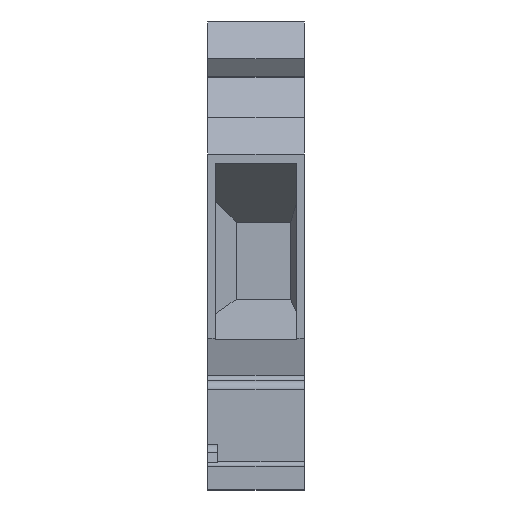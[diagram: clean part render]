
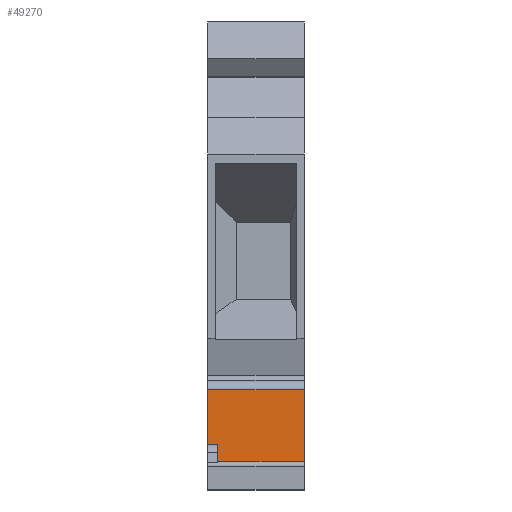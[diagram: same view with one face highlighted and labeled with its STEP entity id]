
A CAD part, front view. The second image highlights one B-rep face of the part: STEP entity #49270.
In plain terms, the highlighted face is planar.
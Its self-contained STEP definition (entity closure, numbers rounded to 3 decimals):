
#880=CARTESIAN_POINT('',(29.734,-4.042,12.15));
#890=VERTEX_POINT('',#880);
#920=CARTESIAN_POINT('',(29.734,0.,12.15));
#930=DIRECTION('',(0.,1.,0.));
#940=VECTOR('',#930,1.);
#950=LINE('',#920,#940);
#960=CARTESIAN_POINT('',(29.734,5.408,12.15));
#970=VERTEX_POINT('',#960);
#980=EDGE_CURVE('',#890,#970,#950,.T.);
#7620=CARTESIAN_POINT('',(29.734,5.408,2.));
#7630=DIRECTION('',(0.,0.,1.));
#7640=VECTOR('',#7630,1.);
#7650=LINE('',#7620,#7640);
#7660=CARTESIAN_POINT('',(29.734,5.408,2.));
#7670=VERTEX_POINT('',#7660);
#7680=EDGE_CURVE('',#7670,#970,#7650,.T.);
#8770=CARTESIAN_POINT('',(29.734,-0.283,2.));
#8780=DIRECTION('',(0.,0.,1.));
#8790=VECTOR('',#8780,1.);
#8800=LINE('',#8770,#8790);
#8810=CARTESIAN_POINT('',(29.734,-0.283,2.));
#8820=VERTEX_POINT('',#8810);
#8830=CARTESIAN_POINT('',(29.734,-0.283,3.05));
#8840=VERTEX_POINT('',#8830);
#8850=EDGE_CURVE('',#8820,#8840,#8800,.T.);
#20270=CARTESIAN_POINT('',(29.734,-4.042,3.05));
#20280=VERTEX_POINT('',#20270);
#20310=CARTESIAN_POINT('',(29.734,-4.042,12.15));
#20320=DIRECTION('',(0.,0.,-1.));
#20330=VECTOR('',#20320,1.);
#20340=LINE('',#20310,#20330);
#20350=EDGE_CURVE('',#890,#20280,#20340,.T.);
#48850=CARTESIAN_POINT('',(29.734,-0.727,3.05));
#48860=DIRECTION('',(0.,-1.,0.));
#48870=VECTOR('',#48860,1.);
#48880=LINE('',#48850,#48870);
#48890=EDGE_CURVE('',#8840,#20280,#48880,.T.);
#49090=CARTESIAN_POINT('',(29.734,-0.283,2.));
#49100=DIRECTION('',(-1.,0.,0.));
#49110=DIRECTION('',(0.,1.,0.));
#49120=AXIS2_PLACEMENT_3D('',#49090,#49100,#49110);
#49130=PLANE('',#49120);
#49140=ORIENTED_EDGE('',*,*,#7680,.F.);
#49150=ORIENTED_EDGE('',*,*,#980,.T.);
#49160=ORIENTED_EDGE('',*,*,#20350,.F.);
#49170=ORIENTED_EDGE('',*,*,#48890,.T.);
#49180=ORIENTED_EDGE('',*,*,#8850,.T.);
#49190=CARTESIAN_POINT('',(29.734,0.,2.));
#49200=DIRECTION('',(0.,1.,0.));
#49210=VECTOR('',#49200,1.);
#49220=LINE('',#49190,#49210);
#49230=EDGE_CURVE('',#8820,#7670,#49220,.T.);
#49240=ORIENTED_EDGE('',*,*,#49230,.F.);
#49250=EDGE_LOOP('',(#49240,#49180,#49170,#49160,#49150,#49140));
#49260=FACE_OUTER_BOUND('',#49250,.T.);
#49270=ADVANCED_FACE('',(#49260),#49130,.T.);
